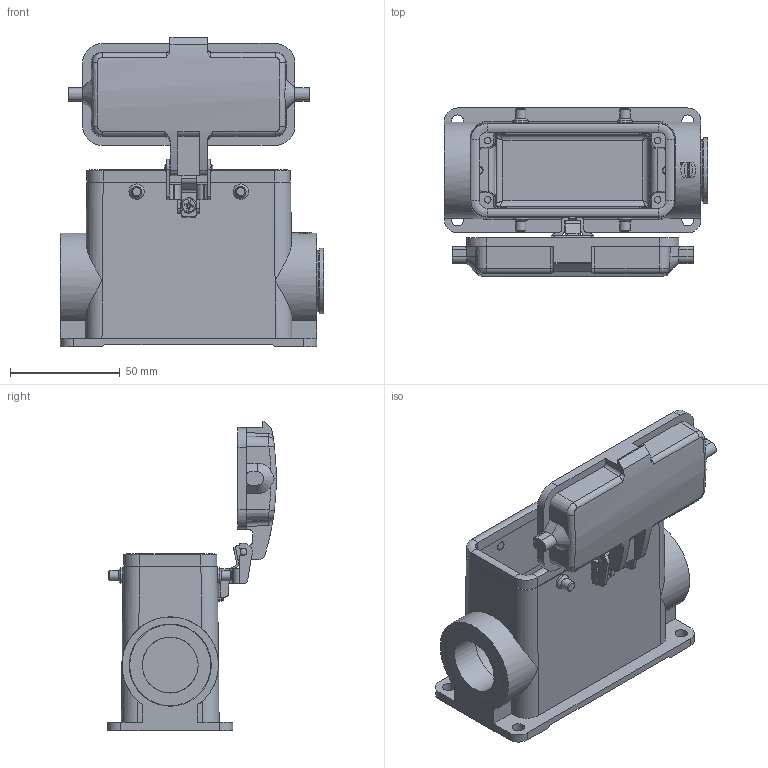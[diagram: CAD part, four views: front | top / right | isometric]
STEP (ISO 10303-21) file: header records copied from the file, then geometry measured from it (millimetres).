
FILE_DESCRIPTION((''),'2;1');
FILE_NAME('05300162274.stp','2020-07-09T12:53:48',('e.eickhoff'),(''),'Autodesk Inventor 2012','Autodesk Inventor 2012','');
FILE_SCHEMA(('AUTOMOTIVE_DESIGN { 1 0 10303 214 1 1 1 1 }'));
Length unit declared in the file: millimetre
Products named in the file (4): 05300162274; M25-PG29 Adapter; KBRM25
Assembly tree (4 placements, depth 2):
  05300162274
    05300162274
    M25-PG29 Adapter  x2
    KBRM25
Bounding box: 120 x 76.86 x 141.28 mm (x, y, z)
Volume: 166868 mm3; surface area: 87589 mm2
Topology: 5 solids, 5 shells, 674 faces, 1813 edges, 1178 vertices
Faces by surface type: plane 331, cylinder 205, bspline 78, cone 43, torus 15, sphere 2
Full cylindrical faces by diameter (mm): 0.77 x1, 3 x6, 3.05 x1, 4 x4, 4.8 x4, 5.6 x4, 7 x5, 25.5 x3, 28 x1, 30 x1, 32 x2, 37 x2, 37.5 x2
Entity records: 23824 total; most frequent: CARTESIAN_POINT 6570, ORIENTED_EDGE 3446, DIRECTION 3359, EDGE_CURVE 1723, AXIS2_PLACEMENT_3D 1185, VERTEX_POINT 1145, VECTOR 989, LINE 989
